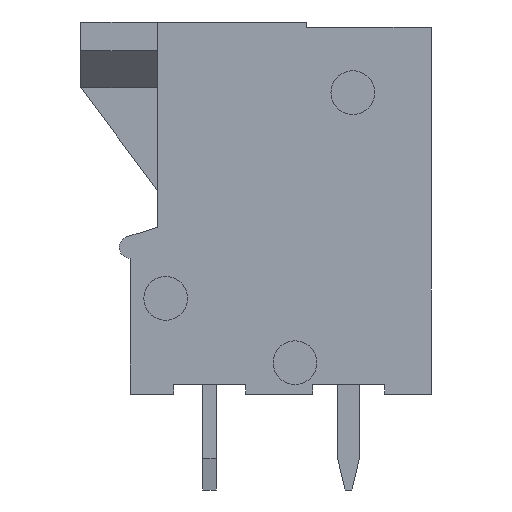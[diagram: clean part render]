
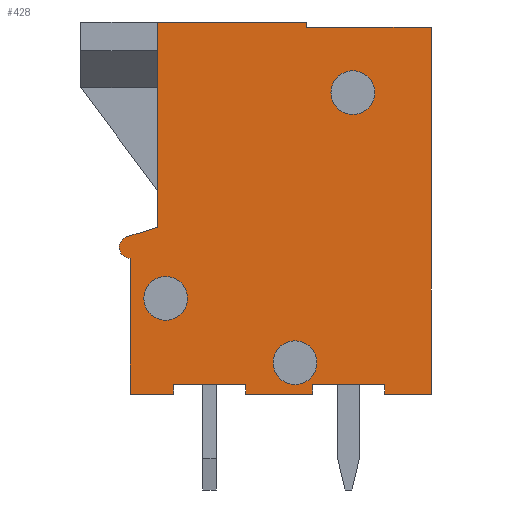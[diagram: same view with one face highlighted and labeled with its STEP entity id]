
A CAD part, left-side view. The second image highlights one B-rep face of the part: STEP entity #428.
In plain terms, the highlighted planar face has unit normal (-1, 0, 0).
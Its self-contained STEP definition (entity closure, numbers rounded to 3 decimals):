
#428 = ADVANCED_FACE( '', ( #1006, #1007, #1008, #1009 ), #1010, .F. );
#1006 = FACE_BOUND( '', #1804, .T. );
#1007 = FACE_OUTER_BOUND( '', #1805, .T. );
#1008 = FACE_BOUND( '', #1806, .T. );
#1009 = FACE_BOUND( '', #1807, .T. );
#1010 = PLANE( '', #1808 );
#1804 = EDGE_LOOP( '', ( #2630 ) );
#1805 = EDGE_LOOP( '', ( #2631, #2632, #2633, #2634, #2635, #2636, #2637, #2638, #2639, #2640, #2641, #2642, #2643, #2644, #2645, #2646, #2647 ) );
#1806 = EDGE_LOOP( '', ( #2648 ) );
#1807 = EDGE_LOOP( '', ( #2649 ) );
#1808 = AXIS2_PLACEMENT_3D( '', #2650, #2651, #2652 );
#2630 = ORIENTED_EDGE( '', *, *, #4916, .T. );
#2631 = ORIENTED_EDGE( '', *, *, #4917, .F. );
#2632 = ORIENTED_EDGE( '', *, *, #4918, .T. );
#2633 = ORIENTED_EDGE( '', *, *, #4919, .F. );
#2634 = ORIENTED_EDGE( '', *, *, #4920, .F. );
#2635 = ORIENTED_EDGE( '', *, *, #4921, .F. );
#2636 = ORIENTED_EDGE( '', *, *, #4922, .T. );
#2637 = ORIENTED_EDGE( '', *, *, #4923, .F. );
#2638 = ORIENTED_EDGE( '', *, *, #4924, .F. );
#2639 = ORIENTED_EDGE( '', *, *, #4925, .F. );
#2640 = ORIENTED_EDGE( '', *, *, #4926, .F. );
#2641 = ORIENTED_EDGE( '', *, *, #4927, .F. );
#2642 = ORIENTED_EDGE( '', *, *, #4928, .F. );
#2643 = ORIENTED_EDGE( '', *, *, #4929, .F. );
#2644 = ORIENTED_EDGE( '', *, *, #4930, .F. );
#2645 = ORIENTED_EDGE( '', *, *, #4931, .F. );
#2646 = ORIENTED_EDGE( '', *, *, #4932, .F. );
#2647 = ORIENTED_EDGE( '', *, *, #4933, .F. );
#2648 = ORIENTED_EDGE( '', *, *, #4934, .T. );
#2649 = ORIENTED_EDGE( '', *, *, #4935, .T. );
#2650 = CARTESIAN_POINT( '', ( -1.27, 5.5, -1.332 ) );
#2651 = DIRECTION( '', ( 1., 0., 0. ) );
#2652 = DIRECTION( '', ( 0., 0., -1. ) );
#4916 = EDGE_CURVE( '', #5868, #5868, #5869, .T. );
#4917 = EDGE_CURVE( '', #5870, #5871, #5872, .T. );
#4918 = EDGE_CURVE( '', #5870, #5873, #5874, .T. );
#4919 = EDGE_CURVE( '', #5875, #5873, #5876, .T. );
#4920 = EDGE_CURVE( '', #5877, #5875, #5878, .T. );
#4921 = EDGE_CURVE( '', #5879, #5877, #5880, .T. );
#4922 = EDGE_CURVE( '', #5879, #5881, #5882, .T. );
#4923 = EDGE_CURVE( '', #5883, #5881, #5884, .T. );
#4924 = EDGE_CURVE( '', #5885, #5883, #5886, .T. );
#4925 = EDGE_CURVE( '', #5887, #5885, #5888, .T. );
#4926 = EDGE_CURVE( '', #5889, #5887, #5890, .T. );
#4927 = EDGE_CURVE( '', #5891, #5889, #5892, .T. );
#4928 = EDGE_CURVE( '', #5893, #5891, #5894, .T. );
#4929 = EDGE_CURVE( '', #5895, #5893, #5896, .T. );
#4930 = EDGE_CURVE( '', #5897, #5895, #5898, .T. );
#4931 = EDGE_CURVE( '', #5899, #5897, #5900, .T. );
#4932 = EDGE_CURVE( '', #5901, #5899, #5902, .T. );
#4933 = EDGE_CURVE( '', #5871, #5901, #5903, .T. );
#4934 = EDGE_CURVE( '', #5904, #5904, #5905, .T. );
#4935 = EDGE_CURVE( '', #5906, #5906, #5907, .T. );
#5868 = VERTEX_POINT( '', #7263 );
#5869 = CIRCLE( '', #7264, 0.8 );
#5870 = VERTEX_POINT( '', #7265 );
#5871 = VERTEX_POINT( '', #7266 );
#5872 = LINE( '', #7267, #7268 );
#5873 = VERTEX_POINT( '', #7269 );
#5874 = LINE( '', #7270, #7271 );
#5875 = VERTEX_POINT( '', #7272 );
#5876 = LINE( '', #7273, #7274 );
#5877 = VERTEX_POINT( '', #7275 );
#5878 = LINE( '', #7276, #7277 );
#5879 = VERTEX_POINT( '', #7278 );
#5880 = LINE( '', #7279, #7280 );
#5881 = VERTEX_POINT( '', #7281 );
#5882 = LINE( '', #7282, #7283 );
#5883 = VERTEX_POINT( '', #7284 );
#5884 = LINE( '', #7285, #7286 );
#5885 = VERTEX_POINT( '', #7287 );
#5886 = LINE( '', #7288, #7289 );
#5887 = VERTEX_POINT( '', #7290 );
#5888 = LINE( '', #7291, #7292 );
#5889 = VERTEX_POINT( '', #7293 );
#5890 = LINE( '', #7294, #7295 );
#5891 = VERTEX_POINT( '', #7296 );
#5892 = LINE( '', #7297, #7298 );
#5893 = VERTEX_POINT( '', #7299 );
#5894 = LINE( '', #7300, #7301 );
#5895 = VERTEX_POINT( '', #7302 );
#5896 = LINE( '', #7303, #7304 );
#5897 = VERTEX_POINT( '', #7305 );
#5898 = CIRCLE( '', #7306, 0.4 );
#5899 = VERTEX_POINT( '', #7307 );
#5900 = LINE( '', #7308, #7309 );
#5901 = VERTEX_POINT( '', #7310 );
#5902 = LINE( '', #7311, #7312 );
#5903 = LINE( '', #7313, #7314 );
#5904 = VERTEX_POINT( '', #7315 );
#5905 = CIRCLE( '', #7316, 0.8 );
#5906 = VERTEX_POINT( '', #7317 );
#5907 = CIRCLE( '', #7318, 0.8 );
#7263 = CARTESIAN_POINT( '', ( -1.27, 3.4, -3.2 ) );
#7264 = AXIS2_PLACEMENT_3D( '', #9151, #9152, #9153 );
#7265 = CARTESIAN_POINT( '', ( -1.27, 1.275, -6.35 ) );
#7266 = CARTESIAN_POINT( '', ( -1.27, 3.925, -6.35 ) );
#7267 = CARTESIAN_POINT( '', ( -1.27, 1.275, -6.35 ) );
#7268 = VECTOR( '', #9154, 1000. );
#7269 = CARTESIAN_POINT( '', ( -1.27, 1.275, -6.7 ) );
#7270 = CARTESIAN_POINT( '', ( -1.27, 1.275, -6.35 ) );
#7271 = VECTOR( '', #9155, 1000. );
#7272 = CARTESIAN_POINT( '', ( -1.27, -1.155, -6.7 ) );
#7273 = CARTESIAN_POINT( '', ( -1.27, -5.5, -6.7 ) );
#7274 = VECTOR( '', #9156, 1000. );
#7275 = CARTESIAN_POINT( '', ( -1.27, -1.155, -6.35 ) );
#7276 = CARTESIAN_POINT( '', ( -1.27, -1.155, -6.35 ) );
#7277 = VECTOR( '', #9157, 1000. );
#7278 = CARTESIAN_POINT( '', ( -1.27, -3.805, -6.35 ) );
#7279 = CARTESIAN_POINT( '', ( -1.27, -3.805, -6.35 ) );
#7280 = VECTOR( '', #9158, 1000. );
#7281 = CARTESIAN_POINT( '', ( -1.27, -3.805, -6.7 ) );
#7282 = CARTESIAN_POINT( '', ( -1.27, -3.805, -6.35 ) );
#7283 = VECTOR( '', #9159, 1000. );
#7284 = CARTESIAN_POINT( '', ( -1.27, -5.5, -6.7 ) );
#7285 = CARTESIAN_POINT( '', ( -1.27, -5.5, -6.7 ) );
#7286 = VECTOR( '', #9160, 1000. );
#7287 = CARTESIAN_POINT( '', ( -1.27, -5.5, 6.7 ) );
#7288 = CARTESIAN_POINT( '', ( -1.27, -5.5, 6.7 ) );
#7289 = VECTOR( '', #9161, 1000. );
#7290 = CARTESIAN_POINT( '', ( -1.27, -0.95, 6.7 ) );
#7291 = CARTESIAN_POINT( '', ( -1.27, -5.5, 6.7 ) );
#7292 = VECTOR( '', #9162, 1000. );
#7293 = CARTESIAN_POINT( '', ( -1.27, -0.95, 6.9 ) );
#7294 = CARTESIAN_POINT( '', ( -1.27, -0.95, 6.7 ) );
#7295 = VECTOR( '', #9163, 1000. );
#7296 = CARTESIAN_POINT( '', ( -1.27, 4.5, 6.9 ) );
#7297 = CARTESIAN_POINT( '', ( -1.27, 4.5, 6.9 ) );
#7298 = VECTOR( '', #9164, 1000. );
#7299 = CARTESIAN_POINT( '', ( -1.27, 4.5, -0.6 ) );
#7300 = CARTESIAN_POINT( '', ( -1.27, 4.5, -0.6 ) );
#7301 = VECTOR( '', #9165, 1000. );
#7302 = CARTESIAN_POINT( '', ( -1.27, 5.619, -0.95 ) );
#7303 = CARTESIAN_POINT( '', ( -1.27, 5.619, -0.95 ) );
#7304 = VECTOR( '', #9166, 1000. );
#7305 = CARTESIAN_POINT( '', ( -1.27, 5.5, -1.732 ) );
#7306 = AXIS2_PLACEMENT_3D( '', #9167, #9168, #9169 );
#7307 = CARTESIAN_POINT( '', ( -1.27, 5.5, -6.7 ) );
#7308 = CARTESIAN_POINT( '', ( -1.27, 5.5, -6.7 ) );
#7309 = VECTOR( '', #9170, 1000. );
#7310 = CARTESIAN_POINT( '', ( -1.27, 3.925, -6.7 ) );
#7311 = CARTESIAN_POINT( '', ( -1.27, -5.5, -6.7 ) );
#7312 = VECTOR( '', #9171, 1000. );
#7313 = CARTESIAN_POINT( '', ( -1.27, 3.925, -6.35 ) );
#7314 = VECTOR( '', #9172, 1000. );
#7315 = CARTESIAN_POINT( '', ( -1.27, -3.44, 4.32 ) );
#7316 = AXIS2_PLACEMENT_3D( '', #9173, #9174, #9175 );
#7317 = CARTESIAN_POINT( '', ( -1.27, -1.325, -5.55 ) );
#7318 = AXIS2_PLACEMENT_3D( '', #9176, #9177, #9178 );
#9151 = CARTESIAN_POINT( '', ( -1.27, 4.2, -3.2 ) );
#9152 = DIRECTION( '', ( 1., 0., 0. ) );
#9153 = DIRECTION( '', ( 0., -1., 0. ) );
#9154 = DIRECTION( '', ( 0., 1., 0. ) );
#9155 = DIRECTION( '', ( 0., 0., -1. ) );
#9156 = DIRECTION( '', ( 0., 1., 0. ) );
#9157 = DIRECTION( '', ( 0., 0., -1. ) );
#9158 = DIRECTION( '', ( 0., 1., 0. ) );
#9159 = DIRECTION( '', ( 0., 0., -1. ) );
#9160 = DIRECTION( '', ( 0., 1., 0. ) );
#9161 = DIRECTION( '', ( 0., 0., -1. ) );
#9162 = DIRECTION( '', ( 0., -1., 0. ) );
#9163 = DIRECTION( '', ( 0., 0., -1. ) );
#9164 = DIRECTION( '', ( 0., -1., 0. ) );
#9165 = DIRECTION( '', ( 0., 0., 1. ) );
#9166 = DIRECTION( '', ( 0., -0.954, 0.298 ) );
#9167 = CARTESIAN_POINT( '', ( -1.27, 5.5, -1.332 ) );
#9168 = DIRECTION( '', ( 1., 0., 0. ) );
#9169 = DIRECTION( '', ( 0., -1., 0. ) );
#9170 = DIRECTION( '', ( 0., 0., 1. ) );
#9171 = DIRECTION( '', ( 0., 1., 0. ) );
#9172 = DIRECTION( '', ( 0., 0., -1. ) );
#9173 = CARTESIAN_POINT( '', ( -1.27, -2.64, 4.32 ) );
#9174 = DIRECTION( '', ( 1., 0., 0. ) );
#9175 = DIRECTION( '', ( 0., -1., 0. ) );
#9176 = CARTESIAN_POINT( '', ( -1.27, -0.525, -5.55 ) );
#9177 = DIRECTION( '', ( 1., 0., 0. ) );
#9178 = DIRECTION( '', ( 0., -1., 0. ) );
